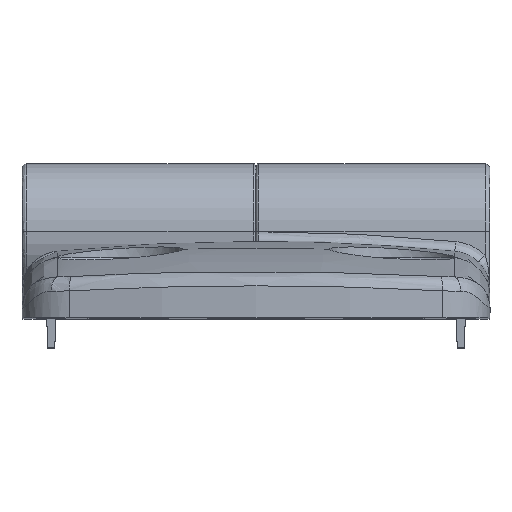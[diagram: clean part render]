
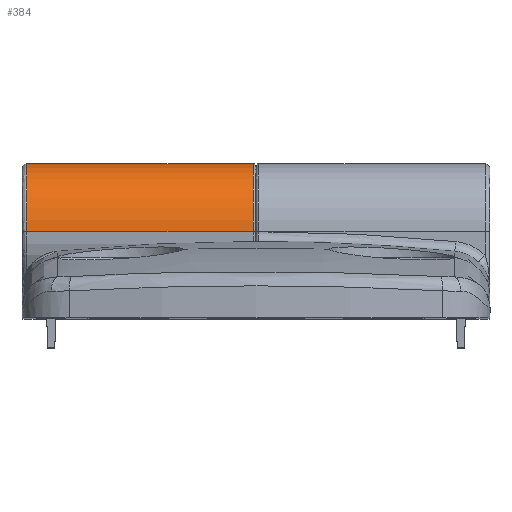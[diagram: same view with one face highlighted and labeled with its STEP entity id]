
A CAD part, top view. The second image highlights one B-rep face of the part: STEP entity #384.
In plain terms, the highlighted cylindrical face has radius 7 mm (diameter 14 mm), a partial arc.
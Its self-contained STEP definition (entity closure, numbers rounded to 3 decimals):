
#384=ADVANCED_FACE('NONE',(#908),#909,.T.);
#908=FACE_OUTER_BOUND('',#2162,.T.);
#909=CYLINDRICAL_SURFACE('',#2163,7.0);
#2162=EDGE_LOOP('',(#4282,#4283,#4284,#4285));
#2163=AXIS2_PLACEMENT_3D('',#4286,#4287,#4288);
#4282=ORIENTED_EDGE('',*,*,#5475,.F.);
#4283=ORIENTED_EDGE('',*,*,#5454,.T.);
#4284=ORIENTED_EDGE('',*,*,#5722,.T.);
#4285=ORIENTED_EDGE('',*,*,#5451,.F.);
#4286=CARTESIAN_POINT('',(-9.725,11.993,19.767));
#4287=DIRECTION('',(1.0,0.0,-0.0));
#4288=DIRECTION('',(0.0,0.0,1.0));
#5451=EDGE_CURVE('NONE',#6195,#6197,#6198,.T.);
#5454=EDGE_CURVE('NONE',#6201,#6202,#6203,.T.);
#5475=EDGE_CURVE('NONE',#6201,#6195,#6239,.T.);
#5722=EDGE_CURVE('NONE',#6202,#6197,#6599,.T.);
#6195=VERTEX_POINT('NONE',#7446);
#6197=VERTEX_POINT('NONE',#7448);
#6198=CIRCLE('',#7449,7.0);
#6201=VERTEX_POINT('NONE',#7452);
#6202=VERTEX_POINT('NONE',#7453);
#6203=CIRCLE('',#7454,7.0);
#6239=LINE('',#7509,#7510);
#6599=LINE('',#8590,#8591);
#7446=CARTESIAN_POINT('',(-57.225,11.993,26.767));
#7448=CARTESIAN_POINT('',(-57.225,11.993,12.767));
#7449=AXIS2_PLACEMENT_3D('',#10425,#10426,#10427);
#7452=CARTESIAN_POINT('',(-34.025,11.993,26.767));
#7453=CARTESIAN_POINT('',(-34.025,11.993,12.767));
#7454=AXIS2_PLACEMENT_3D('',#10431,#10432,#10433);
#7509=CARTESIAN_POINT('',(-9.725,11.993,26.767));
#7510=VECTOR('',#10464,1000.0);
#8590=CARTESIAN_POINT('',(-9.725,11.993,12.767));
#8591=VECTOR('',#10637,1000.0);
#10425=CARTESIAN_POINT('',(-57.225,11.993,19.767));
#10426=DIRECTION('',(-1.0,0.0,0.0));
#10427=DIRECTION('',(0.0,0.0,1.0));
#10431=CARTESIAN_POINT('',(-34.025,11.993,19.767));
#10432=DIRECTION('',(-1.0,0.0,0.0));
#10433=DIRECTION('',(0.0,0.0,1.0));
#10464=DIRECTION('',(-1.0,-0.0,-0.0));
#10637=DIRECTION('',(-1.0,-0.0,0.0));
